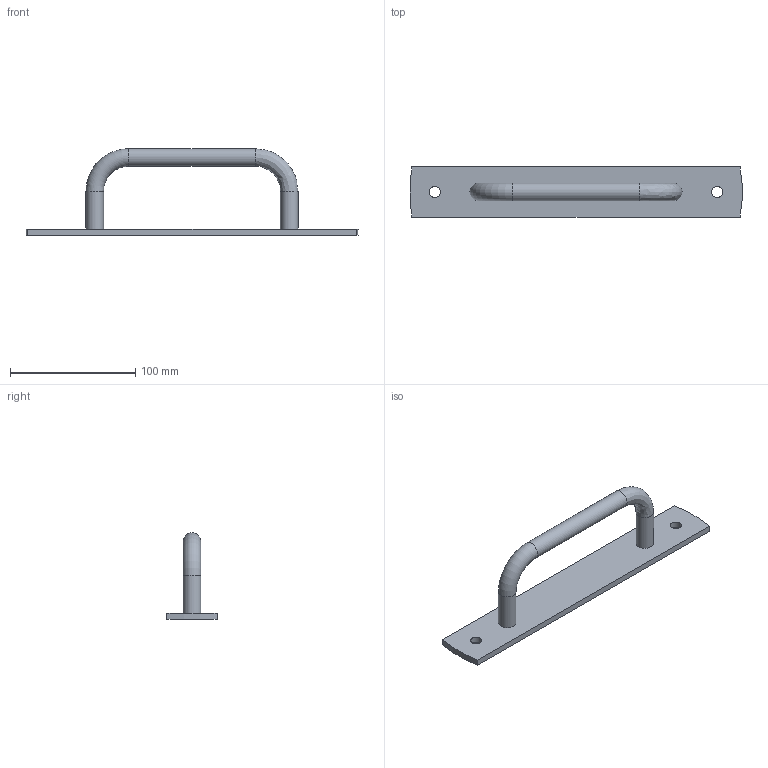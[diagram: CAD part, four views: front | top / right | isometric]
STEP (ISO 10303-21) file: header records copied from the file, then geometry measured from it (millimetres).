
FILE_DESCRIPTION((''),'2;1');
FILE_NAME('1297.stp','2010-06-01T11:45:49',('Giuliano'),(''),'Autodesk Inventor 2010','Autodesk Inventor 2010','');
FILE_SCHEMA(('AUTOMOTIVE_DESIGN { 1 0 10303 214 1 1 1 1 }'));
Length unit declared in the file: millimetre
Products named in the file (1): 1297
Bounding box: 264.62 x 40 x 69 mm (x, y, z)
Volume: 90001.7 mm3; surface area: 34663.1 mm2
Topology: 1 solids, 1 shells, 13 faces, 33 edges, 22 vertices
Faces by surface type: bspline 5, plane 4, cylinder 3, torus 1
Full cylindrical faces by diameter (mm): 14 x2
Entity records: 496 total; most frequent: CARTESIAN_POINT 202, DIRECTION 54, ORIENTED_EDGE 44, EDGE_LOOP 26, AXIS2_PLACEMENT_3D 23, EDGE_CURVE 22, VERTEX_POINT 18, CIRCLE 14
